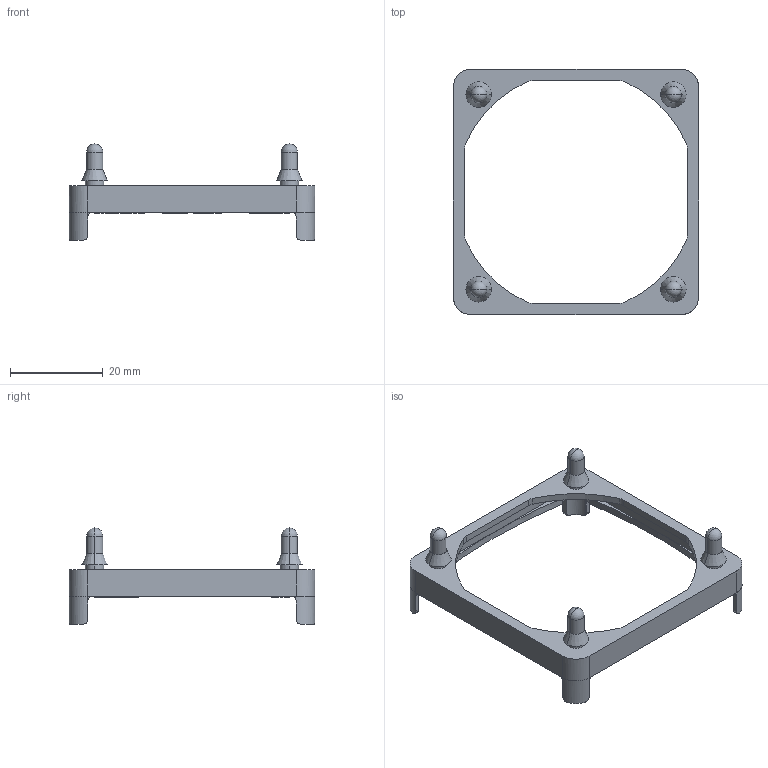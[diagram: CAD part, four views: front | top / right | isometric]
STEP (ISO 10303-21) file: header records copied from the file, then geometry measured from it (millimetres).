
FILE_DESCRIPTION((''),'2;1');
FILE_NAME('SLM-50-25-10-F.stp','2008-02-15T19:10:53',(''),(''),'Mechanical Desktop.R8.0.24.0','Mechanical Desktop.R8.0.24.0',', , ');
FILE_SCHEMA(('CONFIG_CONTROL_DESIGN'));
Length unit declared in the file: millimetre
Products named in the file (2): SLM-50-25-10-F OVA; SLM-50-25-10-F OV
Assembly tree (1 placements, depth 2):
  SLM-50-25-10-F OVA
    SLM-50-25-10-F OV
Bounding box: 53 x 53 x 20.75 mm (x, y, z)
Volume: 3174.5 mm3; surface area: 4822.5 mm2
Topology: 1 solids, 1 shells, 968 faces, 2657 edges, 1741 vertices
Faces by surface type: bspline 483, plane 338, cylinder 111, sphere 24, cone 8, torus 4
Entity records: 35091 total; most frequent: CARTESIAN_POINT 13667, ORIENTED_EDGE 5266, DIRECTION 2892, EDGE_CURVE 2633, VERTEX_POINT 1741, VECTOR 1392, LINE 1392, EDGE_LOOP 1044
